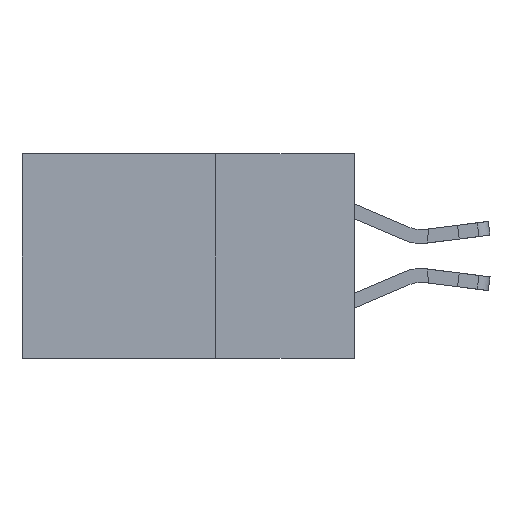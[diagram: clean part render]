
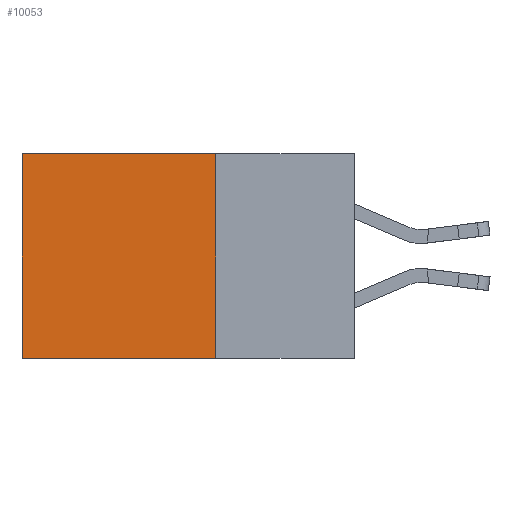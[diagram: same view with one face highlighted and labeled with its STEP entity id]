
A CAD part, left-side view. The second image highlights one B-rep face of the part: STEP entity #10053.
In plain terms, the highlighted planar face has unit normal (-1, 0, 0).
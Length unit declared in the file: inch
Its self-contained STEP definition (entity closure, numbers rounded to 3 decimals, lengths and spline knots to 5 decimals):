
#145 = EDGE_CURVE ( 'NONE', #784, #4956, #8343, .T. ) ;
#471 = CARTESIAN_POINT ( 'NONE',  ( 0.2615, 0.25, -0.37 ) ) ;
#784 = VERTEX_POINT ( 'NONE', #6912 ) ;
#1543 = VECTOR ( 'NONE', #4903, 39.37008 ) ;
#1577 = VERTEX_POINT ( 'NONE', #9292 ) ;
#1628 = DIRECTION ( 'NONE',  ( 0., 0., -1. ) ) ;
#1817 = DIRECTION ( 'NONE',  ( 0., 1., 0. ) ) ;
#1857 = CARTESIAN_POINT ( 'NONE',  ( 0.2615, 0.6, -0.37 ) ) ;
#1995 = DIRECTION ( 'NONE',  ( 0., 0., -1. ) ) ;
#2494 = CARTESIAN_POINT ( 'NONE',  ( 0.2615, 0.25, 0. ) ) ;
#2573 = VECTOR ( 'NONE', #1995, 39.37008 ) ;
#2905 = LINE ( 'NONE', #2494, #4900 ) ;
#3071 = LINE ( 'NONE', #3313, #9460 ) ;
#3313 = CARTESIAN_POINT ( 'NONE',  ( 0.2615, 0.25, -0.37 ) ) ;
#3705 = ORIENTED_EDGE ( 'NONE', *, *, #5747, .T. ) ;
#3990 = PLANE ( 'NONE',  #9048 ) ;
#4340 = CARTESIAN_POINT ( 'NONE',  ( 0.2615, 0.25, -0.37 ) ) ;
#4498 = LINE ( 'NONE', #1857, #1543 ) ;
#4879 = DIRECTION ( 'NONE',  ( 1., 0., 0. ) ) ;
#4900 = VECTOR ( 'NONE', #1817, 39.37008 ) ;
#4903 = DIRECTION ( 'NONE',  ( 0., 0., -1. ) ) ;
#4956 = VERTEX_POINT ( 'NONE', #4340 ) ;
#5716 = EDGE_CURVE ( 'NONE', #1577, #8219, #4498, .T. ) ;
#5747 = EDGE_CURVE ( 'NONE', #784, #1577, #2905, .T. ) ;
#5882 = DIRECTION ( 'NONE',  ( 0., 1., 0. ) ) ;
#6912 = CARTESIAN_POINT ( 'NONE',  ( 0.2615, 0.25, 0. ) ) ;
#7082 = EDGE_LOOP ( 'NONE', ( #10254, #7909, #7779, #3705 ) ) ;
#7326 = CARTESIAN_POINT ( 'NONE',  ( 0.2615, 0.25, -0.37 ) ) ;
#7629 = FACE_OUTER_BOUND ( 'NONE', #7082, .T. ) ;
#7661 = EDGE_CURVE ( 'NONE', #4956, #8219, #3071, .T. ) ;
#7779 = ORIENTED_EDGE ( 'NONE', *, *, #145, .F. ) ;
#7909 = ORIENTED_EDGE ( 'NONE', *, *, #7661, .F. ) ;
#8219 = VERTEX_POINT ( 'NONE', #8702 ) ;
#8343 = LINE ( 'NONE', #471, #2573 ) ;
#8702 = CARTESIAN_POINT ( 'NONE',  ( 0.2615, 0.6, -0.37 ) ) ;
#9048 = AXIS2_PLACEMENT_3D ( 'NONE', #7326, #4879, #1628 ) ;
#9292 = CARTESIAN_POINT ( 'NONE',  ( 0.2615, 0.6, 0. ) ) ;
#9460 = VECTOR ( 'NONE', #5882, 39.37008 ) ;
#10053 = ADVANCED_FACE ( 'NONE', ( #7629 ), #3990, .F. ) ;
#10254 = ORIENTED_EDGE ( 'NONE', *, *, #5716, .T. ) ;
